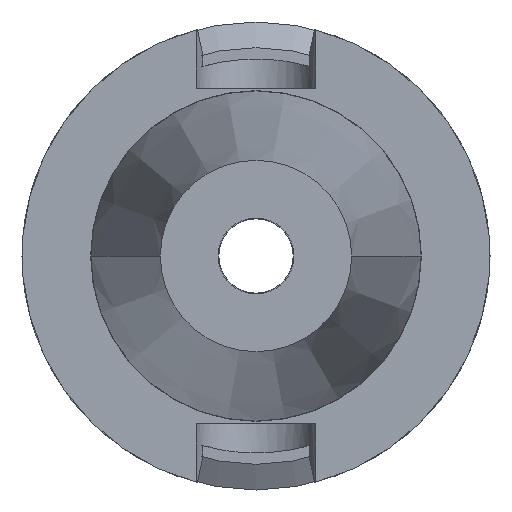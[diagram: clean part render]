
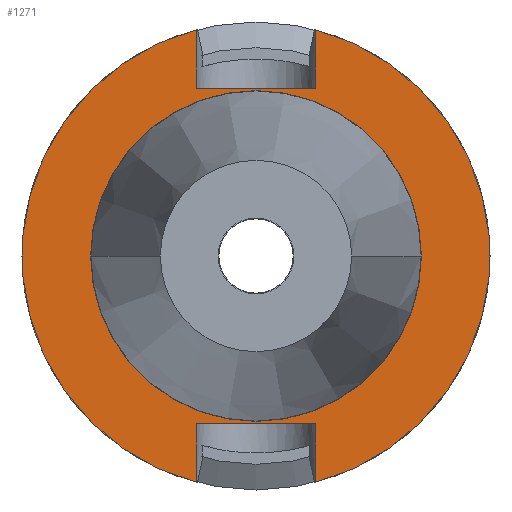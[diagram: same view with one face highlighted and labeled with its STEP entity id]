
A CAD part, left-side view. The second image highlights one B-rep face of the part: STEP entity #1271.
In plain terms, the highlighted planar face has unit normal (-1, 0, 0).
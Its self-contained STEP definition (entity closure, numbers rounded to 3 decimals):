
#306=CARTESIAN_POINT('',(1.,0.,0.));
#307=DIRECTION('',(-1.,0.,0.));
#308=DIRECTION('',(0.,0.256,0.967));
#309=AXIS2_PLACEMENT_3D('',#306,#307,#308);
#321=CARTESIAN_POINT('',(1.,0.,0.));
#322=DIRECTION('',(-1.,0.,0.));
#323=DIRECTION('',(0.,-0.256,-0.967));
#324=AXIS2_PLACEMENT_3D('',#321,#322,#323);
#371=DIRECTION('',(0.,1.,0.));
#372=VECTOR('',#371,16.1);
#373=CARTESIAN_POINT('',(1.,-8.05,-22.6));
#374=LINE('',#373,#372);
#378=DIRECTION('',(0.,0.,1.));
#379=VECTOR('',#378,7.854);
#380=CARTESIAN_POINT('',(1.,8.05,-30.454));
#381=LINE('',#380,#379);
#385=DIRECTION('',(0.,0.,-1.));
#386=VECTOR('',#385,7.854);
#387=CARTESIAN_POINT('',(1.,8.05,30.454));
#388=LINE('',#387,#386);
#392=DIRECTION('',(0.,1.,0.));
#393=VECTOR('',#392,16.1);
#394=CARTESIAN_POINT('',(1.,-8.05,22.6));
#395=LINE('',#394,#393);
#399=DIRECTION('',(0.,0.,-1.));
#400=VECTOR('',#399,7.854);
#401=CARTESIAN_POINT('',(1.,-8.05,30.454));
#402=LINE('',#401,#400);
#406=DIRECTION('',(0.,0.,1.));
#407=VECTOR('',#406,7.854);
#408=CARTESIAN_POINT('',(1.,-8.05,-30.454));
#409=LINE('',#408,#407);
#427=CARTESIAN_POINT('',(1.,0.,0.));
#428=DIRECTION('',(-1.,0.,0.));
#429=DIRECTION('',(0.,1.,0.));
#430=AXIS2_PLACEMENT_3D('',#427,#428,#429);
#435=CARTESIAN_POINT('',(1.,0.,0.));
#436=DIRECTION('',(1.,0.,0.));
#437=DIRECTION('',(0.,1.,0.));
#438=AXIS2_PLACEMENT_3D('',#435,#436,#437);
#851=CARTESIAN_POINT('',(1.,22.148,0.));
#853=VERTEX_POINT('',#851);
#861=CARTESIAN_POINT('',(1.,-22.148,0.));
#863=VERTEX_POINT('',#861);
#895=CARTESIAN_POINT('',(1.,8.05,30.454));
#897=VERTEX_POINT('',#895);
#899=CARTESIAN_POINT('',(1.,-8.05,30.454));
#901=VERTEX_POINT('',#899);
#903=CARTESIAN_POINT('',(1.,-8.05,22.6));
#904=CARTESIAN_POINT('',(1.,8.05,22.6));
#905=VERTEX_POINT('',#903);
#906=VERTEX_POINT('',#904);
#915=CARTESIAN_POINT('',(1.,8.05,-30.454));
#917=VERTEX_POINT('',#915);
#919=CARTESIAN_POINT('',(1.,-8.05,-30.454));
#921=VERTEX_POINT('',#919);
#923=CARTESIAN_POINT('',(1.,-8.05,-22.6));
#924=CARTESIAN_POINT('',(1.,8.05,-22.6));
#925=VERTEX_POINT('',#923);
#926=VERTEX_POINT('',#924);
#1245=CARTESIAN_POINT('',(1.,0.,0.));
#1246=DIRECTION('',(1.,0.,0.));
#1247=DIRECTION('',(0.,-1.,0.));
#1248=AXIS2_PLACEMENT_3D('',#1245,#1246,#1247);
#1249=PLANE('',#1248);
#1251=ORIENTED_EDGE('',*,*,#1250,.T.);
#1252=ORIENTED_EDGE('',*,*,#1237,.F.);
#1253=ORIENTED_EDGE('',*,*,#1208,.F.);
#1255=ORIENTED_EDGE('',*,*,#1254,.T.);
#1257=ORIENTED_EDGE('',*,*,#1256,.F.);
#1259=ORIENTED_EDGE('',*,*,#1258,.F.);
#1260=ORIENTED_EDGE('',*,*,#1220,.F.);
#1262=ORIENTED_EDGE('',*,*,#1261,.T.);
#1263=EDGE_LOOP('',(#1251,#1252,#1253,#1255,#1257,#1259,#1260,#1262));
#1264=FACE_OUTER_BOUND('',#1263,.F.);
#1266=ORIENTED_EDGE('',*,*,#1265,.T.);
#1268=ORIENTED_EDGE('',*,*,#1267,.F.);
#1269=EDGE_LOOP('',(#1266,#1268));
#1270=FACE_BOUND('',#1269,.F.);
#310=CIRCLE('',#309,31.5);
#325=CIRCLE('',#324,31.5);
#431=CIRCLE('',#430,22.148);
#439=CIRCLE('',#438,22.148);
#1208=EDGE_CURVE('',#897,#917,#310,.T.);
#1220=EDGE_CURVE('',#921,#901,#325,.T.);
#1237=EDGE_CURVE('',#917,#926,#381,.T.);
#1250=EDGE_CURVE('',#925,#926,#374,.T.);
#1254=EDGE_CURVE('',#897,#906,#388,.T.);
#1256=EDGE_CURVE('',#905,#906,#395,.T.);
#1258=EDGE_CURVE('',#901,#905,#402,.T.);
#1261=EDGE_CURVE('',#921,#925,#409,.T.);
#1265=EDGE_CURVE('',#853,#863,#431,.T.);
#1267=EDGE_CURVE('',#853,#863,#439,.T.);
#1271=ADVANCED_FACE('',(#1264,#1270),#1249,.F.);
